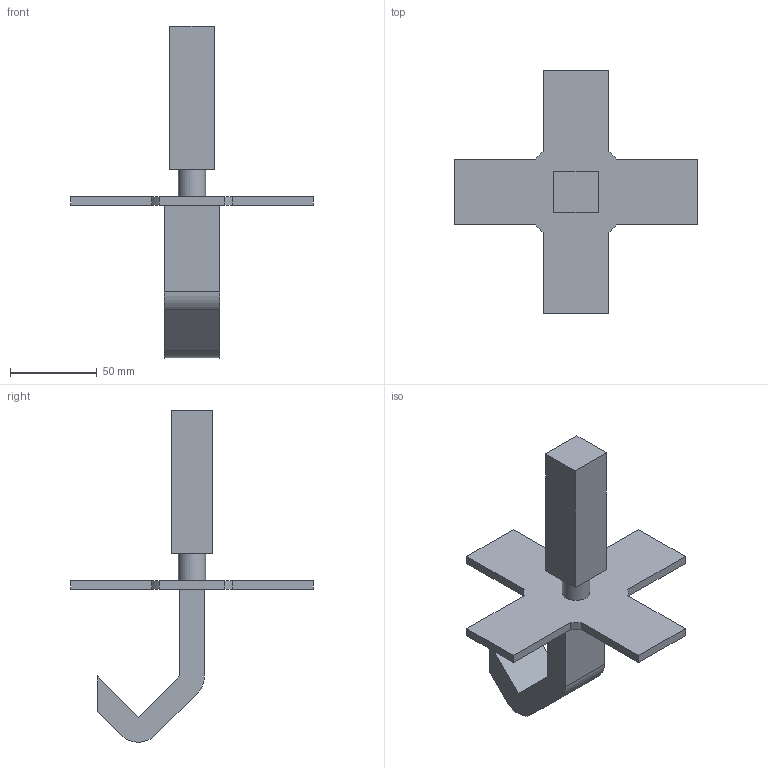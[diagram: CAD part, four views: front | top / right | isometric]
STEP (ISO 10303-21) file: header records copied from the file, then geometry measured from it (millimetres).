
FILE_DESCRIPTION(/* description */ (''),/* implementation_level */ '2;1');
FILE_NAME(/* name */ 'Gancho.stp',/* time_stamp */ '2023-05-30T11:28:02-05:00',/* author */ ('WIN10'),/* organization */ (''),/* preprocessor_version */ 'ST-DEVELOPER v19',/* originating_system */ 'Autodesk Inventor 2023',/* authorisation */ '');
FILE_SCHEMA (('AUTOMOTIVE_DESIGN { 1 0 10303 214 3 1 1 }'));
Length unit declared in the file: millimetre
Products named in the file (1): Pieza1
Bounding box: 140 x 140 x 191.35 mm (x, y, z)
Volume: 156898.4 mm3; surface area: 42836.8 mm2
Topology: 1 solids, 1 shells, 36 faces, 93 edges, 62 vertices
Faces by surface type: plane 29, cylinder 7
Full cylindrical faces by diameter (mm): 15.8 x1
Entity records: 1134 total; most frequent: CARTESIAN_POINT 192, ORIENTED_EDGE 186, DIRECTION 181, EDGE_CURVE 93, LINE 79, VECTOR 79, VERTEX_POINT 62, AXIS2_PLACEMENT_3D 51
